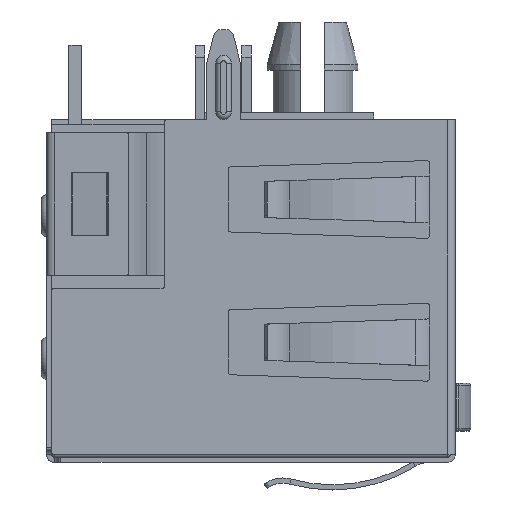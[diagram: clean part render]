
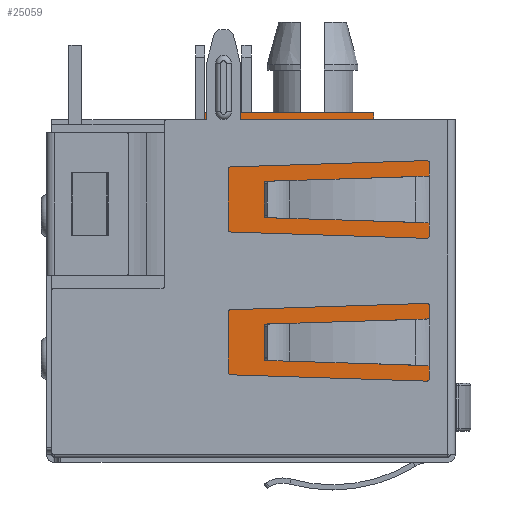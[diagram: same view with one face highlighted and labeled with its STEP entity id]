
A CAD part, left-side view. The second image highlights one B-rep face of the part: STEP entity #25059.
In plain terms, the highlighted planar face has unit normal (-1, 0, 0).
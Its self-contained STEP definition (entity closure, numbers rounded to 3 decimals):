
#2644=LINE('',#42225,#5415);
#2748=LINE('',#42439,#5519);
#3229=LINE('',#43405,#6000);
#3230=LINE('',#43408,#6001);
#3231=LINE('',#43409,#6002);
#3232=LINE('',#43411,#6003);
#3233=LINE('',#43412,#6004);
#3234=LINE('',#43414,#6005);
#3235=LINE('',#43416,#6006);
#3236=LINE('',#43418,#6007);
#5415=VECTOR('',#32749,1000.);
#5519=VECTOR('',#32877,1000.);
#6000=VECTOR('',#33586,1000.);
#6001=VECTOR('',#33587,1000.);
#6002=VECTOR('',#33588,1000.);
#6003=VECTOR('',#33589,1000.);
#6004=VECTOR('',#33590,1000.);
#6005=VECTOR('',#33591,1000.);
#6006=VECTOR('',#33592,1000.);
#6007=VECTOR('',#33593,1000.);
#12038=ORIENTED_EDGE('',*,*,#16858,.T.);
#12039=ORIENTED_EDGE('',*,*,#16859,.T.);
#12040=ORIENTED_EDGE('',*,*,#16261,.T.);
#12041=ORIENTED_EDGE('',*,*,#16860,.T.);
#12042=ORIENTED_EDGE('',*,*,#16861,.F.);
#12043=ORIENTED_EDGE('',*,*,#16368,.F.);
#12044=ORIENTED_EDGE('',*,*,#16862,.T.);
#12045=ORIENTED_EDGE('',*,*,#16863,.F.);
#12046=ORIENTED_EDGE('',*,*,#16864,.F.);
#12047=ORIENTED_EDGE('',*,*,#16865,.T.);
#16261=EDGE_CURVE('',#19079,#19078,#2644,.T.);
#16368=EDGE_CURVE('',#19176,#19177,#2748,.T.);
#16858=EDGE_CURVE('',#19548,#19549,#3229,.F.);
#16859=EDGE_CURVE('',#19549,#19079,#3230,.F.);
#16860=EDGE_CURVE('',#19078,#19550,#3231,.T.);
#16861=EDGE_CURVE('',#19177,#19550,#3232,.T.);
#16862=EDGE_CURVE('',#19176,#19551,#3233,.T.);
#16863=EDGE_CURVE('',#19552,#19551,#3234,.T.);
#16864=EDGE_CURVE('',#19553,#19552,#3235,.T.);
#16865=EDGE_CURVE('',#19553,#19548,#3236,.T.);
#19078=VERTEX_POINT('',#42224);
#19079=VERTEX_POINT('',#42226);
#19176=VERTEX_POINT('',#42438);
#19177=VERTEX_POINT('',#42440);
#19548=VERTEX_POINT('',#43406);
#19549=VERTEX_POINT('',#43407);
#19550=VERTEX_POINT('',#43410);
#19551=VERTEX_POINT('',#43413);
#19552=VERTEX_POINT('',#43415);
#19553=VERTEX_POINT('',#43417);
#21540=EDGE_LOOP('',(#12038,#12039,#12040,#12041,#12042,#12043,#12044,#12045,
#12046,#12047));
#22915=FACE_BOUND('',#21540,.T.);
#23849=PLANE('',#27914);
#25059=ADVANCED_FACE('',(#22915),#23849,.F.);
#27914=AXIS2_PLACEMENT_3D('',#43404,#33584,#33585);
#32749=DIRECTION('',(0.,1.,0.));
#32877=DIRECTION('',(0.,0.,1.));
#33584=DIRECTION('',(1.,0.,0.));
#33585=DIRECTION('',(0.,0.,-1.));
#33586=DIRECTION('',(0.,1.,0.));
#33587=DIRECTION('',(0.,0.,-1.));
#33588=DIRECTION('',(0.,0.,1.));
#33589=DIRECTION('',(0.,-1.,0.));
#33590=DIRECTION('',(0.,1.,0.));
#33591=DIRECTION('',(0.,0.,1.));
#33592=DIRECTION('',(0.,-1.,0.));
#33593=DIRECTION('',(0.,0.,-1.));
#42224=CARTESIAN_POINT('',(-15.93,-4.725,6.3));
#42225=CARTESIAN_POINT('',(-15.93,-7.675,6.3));
#42226=CARTESIAN_POINT('',(-15.93,-7.575,6.3));
#42438=CARTESIAN_POINT('',(-15.93,1.775,6.3));
#42439=CARTESIAN_POINT('',(-15.93,1.775,-30.909));
#42440=CARTESIAN_POINT('',(-15.93,1.775,6.86));
#43404=CARTESIAN_POINT('',(-15.93,-7.675,6.4));
#43405=CARTESIAN_POINT('',(-15.93,-7.675,-6.3));
#43406=CARTESIAN_POINT('',(-15.93,7.575,-6.3));
#43407=CARTESIAN_POINT('',(-15.93,-7.575,-6.3));
#43408=CARTESIAN_POINT('',(-15.93,-7.575,6.4));
#43409=CARTESIAN_POINT('',(-15.93,-4.725,-30.909));
#43410=CARTESIAN_POINT('',(-15.93,-4.725,6.86));
#43411=CARTESIAN_POINT('',(-15.93,1.775,6.86));
#43412=CARTESIAN_POINT('',(-15.93,-7.675,6.3));
#43413=CARTESIAN_POINT('',(-15.93,3.325,6.3));
#43414=CARTESIAN_POINT('',(-15.93,3.325,0.1));
#43415=CARTESIAN_POINT('',(-15.93,3.325,0.1));
#43416=CARTESIAN_POINT('',(-15.93,7.675,0.1));
#43417=CARTESIAN_POINT('',(-15.93,7.575,0.1));
#43418=CARTESIAN_POINT('',(-15.93,7.575,6.4));
